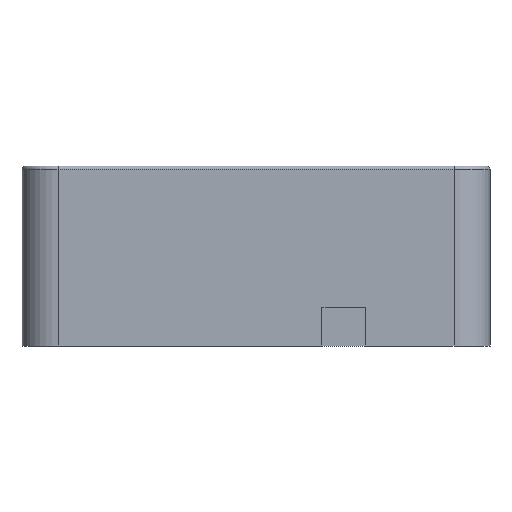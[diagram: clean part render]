
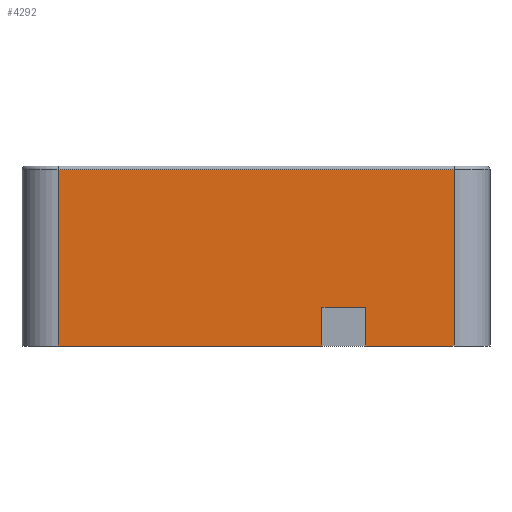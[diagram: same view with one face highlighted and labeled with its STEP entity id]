
A CAD part, front view. The second image highlights one B-rep face of the part: STEP entity #4292.
In plain terms, the highlighted planar face has unit normal (0, -1, 0).
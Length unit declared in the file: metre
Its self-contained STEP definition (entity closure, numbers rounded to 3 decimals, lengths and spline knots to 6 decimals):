
#466=ORIENTED_EDGE('',*,*,#1739,.F.);
#467=ORIENTED_EDGE('',*,*,#1735,.T.);
#468=ORIENTED_EDGE('',*,*,#1740,.T.);
#469=ORIENTED_EDGE('',*,*,#1741,.T.);
#470=ORIENTED_EDGE('',*,*,#1742,.T.);
#471=ORIENTED_EDGE('',*,*,#1743,.T.);
#472=ORIENTED_EDGE('',*,*,#1744,.T.);
#473=ORIENTED_EDGE('',*,*,#1745,.T.);
#1735=EDGE_CURVE('',#2348,#2368,#2733,.T.);
#1739=EDGE_CURVE('',#2348,#2372,#2734,.T.);
#1740=EDGE_CURVE('',#2368,#2373,#2735,.F.);
#1741=EDGE_CURVE('',#2373,#2374,#2736,.F.);
#1742=EDGE_CURVE('',#2374,#2375,#2737,.T.);
#1743=EDGE_CURVE('',#2375,#2376,#2738,.T.);
#1744=EDGE_CURVE('',#2376,#2377,#2739,.T.);
#1745=EDGE_CURVE('',#2377,#2372,#2740,.T.);
#2348=VERTEX_POINT('',#6319);
#2368=VERTEX_POINT('',#6362);
#2372=VERTEX_POINT('',#6372);
#2373=VERTEX_POINT('',#6374);
#2374=VERTEX_POINT('',#6376);
#2375=VERTEX_POINT('',#6378);
#2376=VERTEX_POINT('',#6380);
#2377=VERTEX_POINT('',#6382);
#2733=LINE('',#6363,#3223);
#2734=LINE('',#6371,#3224);
#2735=LINE('',#6373,#3225);
#2736=LINE('',#6375,#3226);
#2737=LINE('',#6377,#3227);
#2738=LINE('',#6379,#3228);
#2739=LINE('',#6381,#3229);
#2740=LINE('',#6383,#3230);
#3223=VECTOR('',#5075,1.);
#3224=VECTOR('',#5084,1.);
#3225=VECTOR('',#5085,1.);
#3226=VECTOR('',#5086,1.);
#3227=VECTOR('',#5087,1.);
#3228=VECTOR('',#5088,1.);
#3229=VECTOR('',#5089,1.);
#3230=VECTOR('',#5090,1.);
#3594=EDGE_LOOP('',(#466,#467,#468,#469,#470,#471,#472,#473));
#3870=FACE_BOUND('',#3594,.T.);
#4122=PLANE('',#4596);
#4292=ADVANCED_FACE('',(#3870),#4122,.F.);
#4596=AXIS2_PLACEMENT_3D('',#6370,#5082,#5083);
#5075=DIRECTION('',(1.,0.,0.));
#5082=DIRECTION('',(0.,1.,0.));
#5083=DIRECTION('',(0.,0.,1.));
#5084=DIRECTION('',(0.,0.,1.));
#5085=DIRECTION('',(0.,0.,-1.));
#5086=DIRECTION('',(1.,0.,0.));
#5087=DIRECTION('',(0.,0.,-1.));
#5088=DIRECTION('',(1.,0.,0.));
#5089=DIRECTION('',(0.,0.,1.));
#5090=DIRECTION('',(1.,0.,0.));
#6319=CARTESIAN_POINT('',(0.030425,-0.06,-0.015));
#6362=CARTESIAN_POINT('',(0.055,-0.06,-0.015));
#6363=CARTESIAN_POINT('',(0.,-0.06,-0.015));
#6370=CARTESIAN_POINT('',(0.,-0.06,0.035));
#6371=CARTESIAN_POINT('',(0.030425,-0.06,0.004998));
#6372=CARTESIAN_POINT('',(0.030425,-0.06,-0.00425));
#6373=CARTESIAN_POINT('',(0.055,-0.06,0.035));
#6374=CARTESIAN_POINT('',(0.055,-0.06,0.034));
#6375=CARTESIAN_POINT('',(-0.055,-0.06,0.034));
#6376=CARTESIAN_POINT('',(-0.055,-0.06,0.034));
#6377=CARTESIAN_POINT('',(-0.055,-0.06,0.035));
#6378=CARTESIAN_POINT('',(-0.055,-0.06,-0.015));
#6379=CARTESIAN_POINT('',(0.,-0.06,-0.015));
#6380=CARTESIAN_POINT('',(0.018325,-0.06,-0.015));
#6381=CARTESIAN_POINT('',(0.018325,-0.06,0.004998));
#6382=CARTESIAN_POINT('',(0.018325,-0.06,-0.00425));
#6383=CARTESIAN_POINT('',(-0.001402,-0.06,-0.00425));
